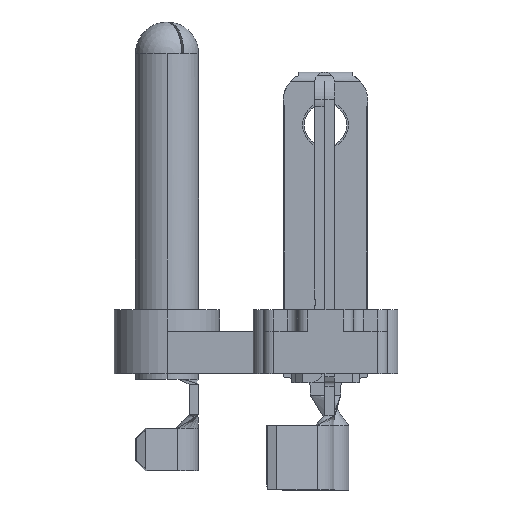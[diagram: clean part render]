
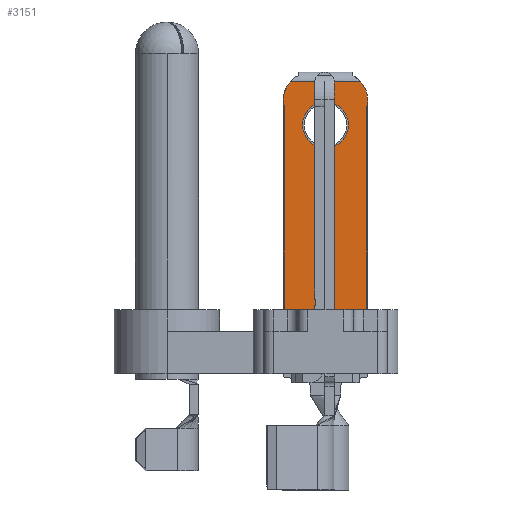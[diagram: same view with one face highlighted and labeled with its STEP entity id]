
A CAD part, left-side view. The second image highlights one B-rep face of the part: STEP entity #3151.
In plain terms, the highlighted face is planar.
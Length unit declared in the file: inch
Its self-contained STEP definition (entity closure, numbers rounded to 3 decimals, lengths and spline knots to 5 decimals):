
#13 = CARTESIAN_POINT ( 'NONE',  ( 0.731, 0.029, -0.0425 ) ) ;
#269 = CARTESIAN_POINT ( 'NONE',  ( 0.731, 0.029, 0.0425 ) ) ;
#549 = EDGE_CURVE ( 'NONE', #9568, #12806, #15041, .T. ) ;
#629 = VERTEX_POINT ( 'NONE', #18608 ) ;
#659 = CARTESIAN_POINT ( 'NONE',  ( 0.127, 0.029, -0.0675 ) ) ;
#1105 = CARTESIAN_POINT ( 'NONE',  ( 0.127, 0.029, 0.0675 ) ) ;
#1154 = CARTESIAN_POINT ( 'NONE',  ( 0., 0.029, -0.122 ) ) ;
#1210 = VECTOR ( 'NONE', #4890, 39.37008 ) ;
#1261 = CARTESIAN_POINT ( 'NONE',  ( 0.05269, 0.029, -0.0445 ) ) ;
#1274 = VERTEX_POINT ( 'NONE', #5924 ) ;
#1357 = DIRECTION ( 'NONE',  ( 1., 0., 0. ) ) ;
#1398 = VERTEX_POINT ( 'NONE', #17212 ) ;
#1406 = LINE ( 'NONE', #8642, #19432 ) ;
#1473 = CARTESIAN_POINT ( 'NONE',  ( 0.751, 0.029, 0.1245 ) ) ;
#1596 = AXIS2_PLACEMENT_3D ( 'NONE', #1261, #8494, #15764 ) ;
#1739 = CARTESIAN_POINT ( 'NONE',  ( 0.751, 0.029, 0.122 ) ) ;
#1811 = LINE ( 'NONE', #9046, #5386 ) ;
#1941 = EDGE_CURVE ( 'NONE', #17835, #6208, #16553, .T. ) ;
#1956 = DIRECTION ( 'NONE',  ( 1., 0., 0. ) ) ;
#1990 = CARTESIAN_POINT ( 'NONE',  ( 0.731, 0.029, 0.0425 ) ) ;
#2063 = CARTESIAN_POINT ( 'NONE',  ( 0.05269, 0.029, -0.0445 ) ) ;
#2805 = ORIENTED_EDGE ( 'NONE', *, *, #7752, .F. ) ;
#3005 = ORIENTED_EDGE ( 'NONE', *, *, #19096, .F. ) ;
#3151 = ADVANCED_FACE ( 'NONE', ( #21633, #5334, #12572 ), #19855, .F. ) ;
#3408 = CARTESIAN_POINT ( 'NONE',  ( 0.05269, 0.029, 0.0445 ) ) ;
#3412 = DIRECTION ( 'NONE',  ( 0., 0., 1. ) ) ;
#3420 = ORIENTED_EDGE ( 'NONE', *, *, #8208, .T. ) ;
#3550 = CARTESIAN_POINT ( 'NONE',  ( 0., 0.029, 0.1245 ) ) ;
#3665 = ORIENTED_EDGE ( 'NONE', *, *, #549, .F. ) ;
#3695 = CARTESIAN_POINT ( 'NONE',  ( 0.731, 0.029, -0.0425 ) ) ;
#3706 = CARTESIAN_POINT ( 'NONE',  ( 0.07254, 0.029, 0.122 ) ) ;
#3807 = DIRECTION ( 'NONE',  ( 0., 0., 1. ) ) ;
#4794 = AXIS2_PLACEMENT_3D ( 'NONE', #10983, #18252, #1956 ) ;
#4890 = DIRECTION ( 'NONE',  ( -1., 0., 0. ) ) ;
#4902 = VERTEX_POINT ( 'NONE', #7719 ) ;
#4961 = ORIENTED_EDGE ( 'NONE', *, *, #17827, .T. ) ;
#5152 = EDGE_CURVE ( 'NONE', #10324, #1274, #1406, .T. ) ;
#5334 = FACE_BOUND ( 'NONE', #16894, .T. ) ;
#5385 = VECTOR ( 'NONE', #3412, 39.37008 ) ;
#5386 = VECTOR ( 'NONE', #16317, 39.37008 ) ;
#5496 = EDGE_CURVE ( 'NONE', #629, #10087, #6373, .T. ) ;
#5924 = CARTESIAN_POINT ( 'NONE',  ( 0.751, 0.029, -0.122 ) ) ;
#6208 = VERTEX_POINT ( 'NONE', #13 ) ;
#6275 = DIRECTION ( 'NONE',  ( 1., 0., 0. ) ) ;
#6373 = LINE ( 'NONE', #13626, #18089 ) ;
#6386 = AXIS2_PLACEMENT_3D ( 'NONE', #15312, #22573, #6275 ) ;
#6539 = VECTOR ( 'NONE', #8383, 39.37008 ) ;
#7352 = EDGE_CURVE ( 'NONE', #12519, #21599, #12830, .T. ) ;
#7494 = DIRECTION ( 'NONE',  ( 0., 0., -1. ) ) ;
#7719 = CARTESIAN_POINT ( 'NONE',  ( 0.751, 0.029, 0.1 ) ) ;
#7752 = EDGE_CURVE ( 'NONE', #22223, #1398, #12441, .T. ) ;
#7817 = EDGE_CURVE ( 'NONE', #21599, #17835, #18284, .T. ) ;
#7836 = VERTEX_POINT ( 'NONE', #1739 ) ;
#8208 = EDGE_CURVE ( 'NONE', #4902, #1398, #10368, .T. ) ;
#8383 = DIRECTION ( 'NONE',  ( 1., 0., 0. ) ) ;
#8494 = DIRECTION ( 'NONE',  ( 0., -1., 0. ) ) ;
#8622 = CARTESIAN_POINT ( 'NONE',  ( 0.691, 0.029, -0.0425 ) ) ;
#8642 = CARTESIAN_POINT ( 'NONE',  ( 0.751, 0.029, 0.1245 ) ) ;
#8713 = DIRECTION ( 'NONE',  ( 0., 0., -1. ) ) ;
#8723 = ORIENTED_EDGE ( 'NONE', *, *, #14521, .F. ) ;
#8800 = CARTESIAN_POINT ( 'NONE',  ( 0.05269, 0.029, -0.1245 ) ) ;
#9046 = CARTESIAN_POINT ( 'NONE',  ( 0., 0.029, 0.122 ) ) ;
#9223 = DIRECTION ( 'NONE',  ( 1., 0., 0. ) ) ;
#9295 = DIRECTION ( 'NONE',  ( 0., -1., 0. ) ) ;
#9568 = VERTEX_POINT ( 'NONE', #659 ) ;
#10087 = VERTEX_POINT ( 'NONE', #10205 ) ;
#10145 = ORIENTED_EDGE ( 'NONE', *, *, #7352, .F. ) ;
#10205 = CARTESIAN_POINT ( 'NONE',  ( 0., 0.029, -0.1047 ) ) ;
#10324 = VERTEX_POINT ( 'NONE', #16528 ) ;
#10368 = LINE ( 'NONE', #17647, #12670 ) ;
#10642 = DIRECTION ( 'NONE',  ( 0., -1., 0. ) ) ;
#10791 = DIRECTION ( 'NONE',  ( 0., -1., 0. ) ) ;
#10933 = DIRECTION ( 'NONE',  ( -1., 0., 0. ) ) ;
#10983 = CARTESIAN_POINT ( 'NONE',  ( 0.127, 0.029, 0. ) ) ;
#11098 = AXIS2_PLACEMENT_3D ( 'NONE', #2063, #9295, #16573 ) ;
#11712 = AXIS2_PLACEMENT_3D ( 'NONE', #3408, #10642, #17917 ) ;
#11785 = VERTEX_POINT ( 'NONE', #8800 ) ;
#11834 = CIRCLE ( 'NONE', #1596, 0.08 ) ;
#11850 = VERTEX_POINT ( 'NONE', #3706 ) ;
#11930 = AXIS2_PLACEMENT_3D ( 'NONE', #3550, #10791, #18062 ) ;
#12362 = VECTOR ( 'NONE', #3807, 39.37008 ) ;
#12366 = EDGE_CURVE ( 'NONE', #12806, #9568, #16659, .T. ) ;
#12441 = LINE ( 'NONE', #19724, #5385 ) ;
#12519 = VERTEX_POINT ( 'NONE', #8622 ) ;
#12572 = FACE_BOUND ( 'NONE', #20366, .T. ) ;
#12670 = VECTOR ( 'NONE', #1357, 39.37008 ) ;
#12806 = VERTEX_POINT ( 'NONE', #1105 ) ;
#12830 = LINE ( 'NONE', #20112, #12362 ) ;
#13626 = CARTESIAN_POINT ( 'NONE',  ( 0., 0.029, 0.1245 ) ) ;
#13788 = ORIENTED_EDGE ( 'NONE', *, *, #18705, .F. ) ;
#13913 = LINE ( 'NONE', #21190, #1210 ) ;
#13990 = CARTESIAN_POINT ( 'NONE',  ( 0.691, 0.029, 0.0425 ) ) ;
#14182 = CARTESIAN_POINT ( 'NONE',  ( 0.731, 0.029, 0.0425 ) ) ;
#14213 = VERTEX_POINT ( 'NONE', #23296 ) ;
#14222 = ORIENTED_EDGE ( 'NONE', *, *, #12366, .F. ) ;
#14472 = VECTOR ( 'NONE', #8713, 39.37008 ) ;
#14521 = EDGE_CURVE ( 'NONE', #11850, #629, #21985, .T. ) ;
#14881 = CARTESIAN_POINT ( 'NONE',  ( 0.801, 0.029, -0.1 ) ) ;
#15041 = CIRCLE ( 'NONE', #4794, 0.0675 ) ;
#15312 = CARTESIAN_POINT ( 'NONE',  ( 0.127, 0.029, 0. ) ) ;
#15461 = ORIENTED_EDGE ( 'NONE', *, *, #18373, .T. ) ;
#15764 = DIRECTION ( 'NONE',  ( 1., 0., 0. ) ) ;
#15908 = DIRECTION ( 'NONE',  ( 0., 0., -1. ) ) ;
#16317 = DIRECTION ( 'NONE',  ( -1., 0., 0. ) ) ;
#16473 = VECTOR ( 'NONE', #9223, 39.37008 ) ;
#16528 = CARTESIAN_POINT ( 'NONE',  ( 0.751, 0.029, -0.1 ) ) ;
#16553 = LINE ( 'NONE', #269, #18803 ) ;
#16573 = DIRECTION ( 'NONE',  ( 1., 0., 0. ) ) ;
#16659 = CIRCLE ( 'NONE', #6386, 0.0675 ) ;
#16894 = EDGE_LOOP ( 'NONE', ( #17443, #10145, #23486, #17073 ) ) ;
#17073 = ORIENTED_EDGE ( 'NONE', *, *, #1941, .F. ) ;
#17212 = CARTESIAN_POINT ( 'NONE',  ( 0.801, 0.029, 0.1 ) ) ;
#17261 = ORIENTED_EDGE ( 'NONE', *, *, #21039, .F. ) ;
#17440 = LINE ( 'NONE', #1154, #6539 ) ;
#17443 = ORIENTED_EDGE ( 'NONE', *, *, #7817, .F. ) ;
#17647 = CARTESIAN_POINT ( 'NONE',  ( 0., 0.029, 0.1 ) ) ;
#17765 = LINE ( 'NONE', #1473, #14472 ) ;
#17827 = EDGE_CURVE ( 'NONE', #7836, #4902, #17765, .T. ) ;
#17835 = VERTEX_POINT ( 'NONE', #14182 ) ;
#17917 = DIRECTION ( 'NONE',  ( 1., 0., 0. ) ) ;
#18062 = DIRECTION ( 'NONE',  ( 1., 0., 0. ) ) ;
#18089 = VECTOR ( 'NONE', #20895, 39.37008 ) ;
#18252 = DIRECTION ( 'NONE',  ( 0., 1., 0. ) ) ;
#18284 = LINE ( 'NONE', #1990, #16473 ) ;
#18293 = EDGE_CURVE ( 'NONE', #7836, #11850, #1811, .T. ) ;
#18373 = EDGE_CURVE ( 'NONE', #22223, #10324, #13913, .T. ) ;
#18545 = EDGE_CURVE ( 'NONE', #6208, #12519, #20002, .T. ) ;
#18608 = CARTESIAN_POINT ( 'NONE',  ( 0., 0.029, 0.1047 ) ) ;
#18628 = ORIENTED_EDGE ( 'NONE', *, *, #18293, .F. ) ;
#18705 = EDGE_CURVE ( 'NONE', #10087, #11785, #11834, .T. ) ;
#18803 = VECTOR ( 'NONE', #7494, 39.37008 ) ;
#19096 = EDGE_CURVE ( 'NONE', #11785, #14213, #21359, .T. ) ;
#19432 = VECTOR ( 'NONE', #15908, 39.37008 ) ;
#19724 = CARTESIAN_POINT ( 'NONE',  ( 0.801, 0.029, -0.25 ) ) ;
#19855 = PLANE ( 'NONE',  #11930 ) ;
#20002 = LINE ( 'NONE', #3695, #21341 ) ;
#20112 = CARTESIAN_POINT ( 'NONE',  ( 0.691, 0.029, 0.0425 ) ) ;
#20366 = EDGE_LOOP ( 'NONE', ( #14222, #3665 ) ) ;
#20895 = DIRECTION ( 'NONE',  ( 0., 0., -1. ) ) ;
#21039 = EDGE_CURVE ( 'NONE', #14213, #1274, #17440, .T. ) ;
#21190 = CARTESIAN_POINT ( 'NONE',  ( 0., 0.029, -0.1 ) ) ;
#21341 = VECTOR ( 'NONE', #10933, 39.37008 ) ;
#21359 = CIRCLE ( 'NONE', #11098, 0.08 ) ;
#21594 = ORIENTED_EDGE ( 'NONE', *, *, #5152, .T. ) ;
#21599 = VERTEX_POINT ( 'NONE', #13990 ) ;
#21633 = FACE_OUTER_BOUND ( 'NONE', #22174, .T. ) ;
#21779 = ORIENTED_EDGE ( 'NONE', *, *, #5496, .F. ) ;
#21985 = CIRCLE ( 'NONE', #11712, 0.08 ) ;
#22174 = EDGE_LOOP ( 'NONE', ( #8723, #18628, #4961, #3420, #2805, #15461, #21594, #17261, #3005, #13788, #21779 ) ) ;
#22223 = VERTEX_POINT ( 'NONE', #14881 ) ;
#22573 = DIRECTION ( 'NONE',  ( 0., 1., 0. ) ) ;
#23296 = CARTESIAN_POINT ( 'NONE',  ( 0.07254, 0.029, -0.122 ) ) ;
#23486 = ORIENTED_EDGE ( 'NONE', *, *, #18545, .F. ) ;
